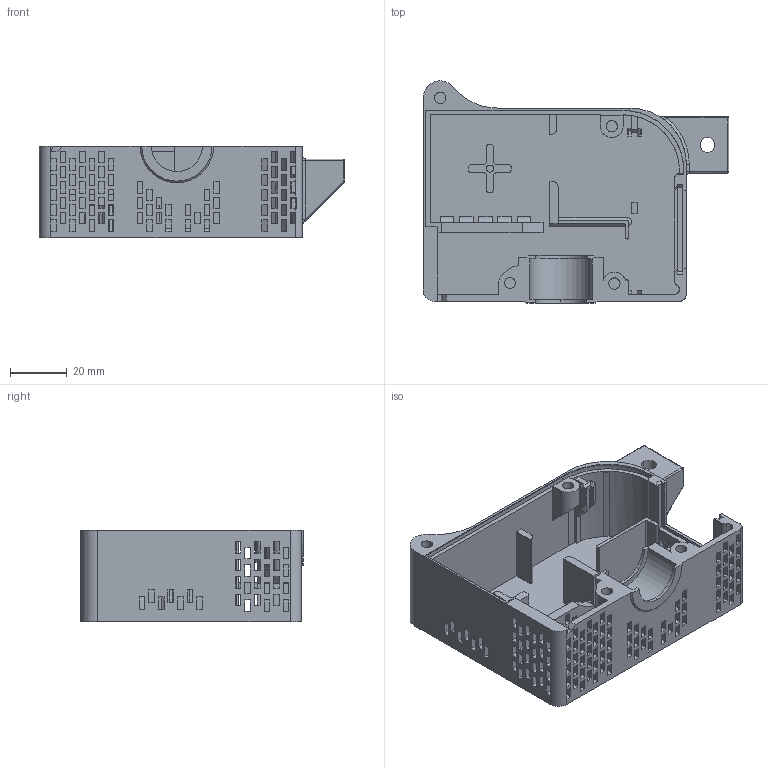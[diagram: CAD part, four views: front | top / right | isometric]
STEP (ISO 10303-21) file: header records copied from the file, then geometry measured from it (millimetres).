
FILE_DESCRIPTION (( 'STEP AP214' ), '1' );
FILE_NAME ('Body_Drawing_Left_no_Logo.STEP', '2024-11-19T23:48:45', ( '' ), ( '' ), 'SwSTEP 2.0', 'SolidWorks 2024', '' );
FILE_SCHEMA (( 'AUTOMOTIVE_DESIGN' ));
Length unit declared in the file: millimetre
Products named in the file (1): Body_Drawing_Left_no_Logo
Bounding box: 108.1 x 78.59 x 32.55 mm (x, y, z)
Volume: 52367.8 mm3; surface area: 43241.8 mm2
Topology: 1 solids, 1 shells, 827 faces, 2531 edges, 1661 vertices
Faces by surface type: plane 718, cylinder 70, bspline 25, cone 9, sphere 5
Entity records: 29065 total; most frequent: CARTESIAN_POINT 6128, ORIENTED_EDGE 5054, DIRECTION 4196, EDGE_CURVE 2527, VECTOR 2242, LINE 2242, VERTEX_POINT 1661, EDGE_LOOP 1070
